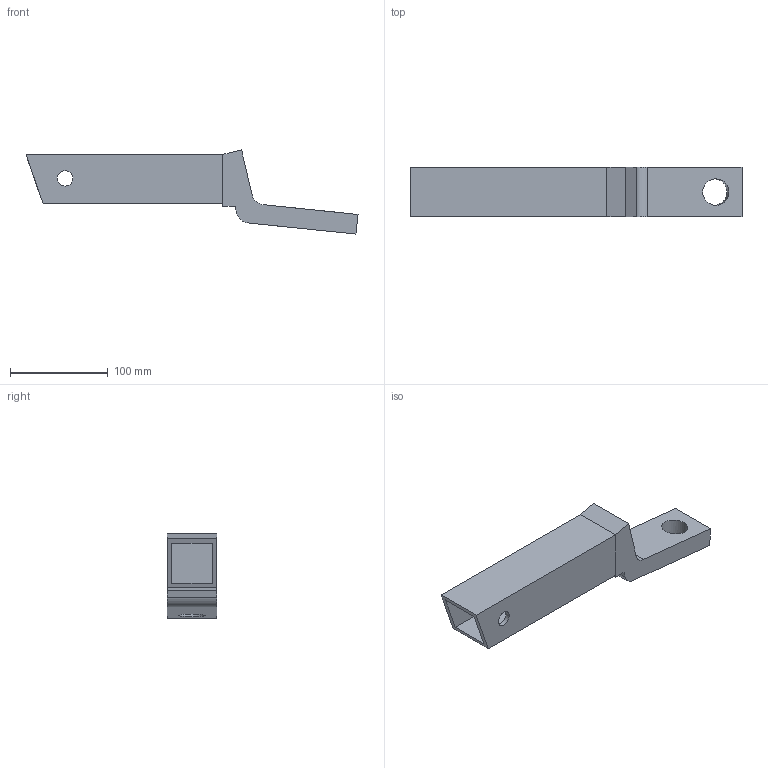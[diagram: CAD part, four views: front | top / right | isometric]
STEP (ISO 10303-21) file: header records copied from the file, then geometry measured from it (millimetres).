
FILE_DESCRIPTION(/* description */ (''),/* implementation_level */ '2;1');
FILE_NAME(/* name */ 'Hitch1 v1.step',/* time_stamp */ '2016-06-01T13:36:11-07:00',/* author */ (''),/* organization */ (''),/* preprocessor_version */ 'ST-DEVELOPER v16.5',/* originating_system */ 'Autodesk Translation Framework v5.0.0.3310',/* authorisation */ '');
FILE_SCHEMA (('AUTOMOTIVE_DESIGN { 1 0 10303 214 3 1 1 }'));
Length unit declared in the file: centimetre
Products named in the file (1): Hitch1 v1
Bounding box: 340.03 x 50.8 x 86.09 mm (x, y, z)
Volume: 353174.9 mm3; surface area: 101258.7 mm2
Topology: 2 solids, 2 shells, 25 faces, 63 edges, 42 vertices
Faces by surface type: plane 20, cylinder 5
Full cylindrical faces by diameter (mm): 15.875 x2, 26.988 x1
Entity records: 771 total; most frequent: CARTESIAN_POINT 128, DIRECTION 122, ORIENTED_EDGE 120, EDGE_CURVE 60, LINE 50, VECTOR 50, VERTEX_POINT 42, EDGE_LOOP 36
